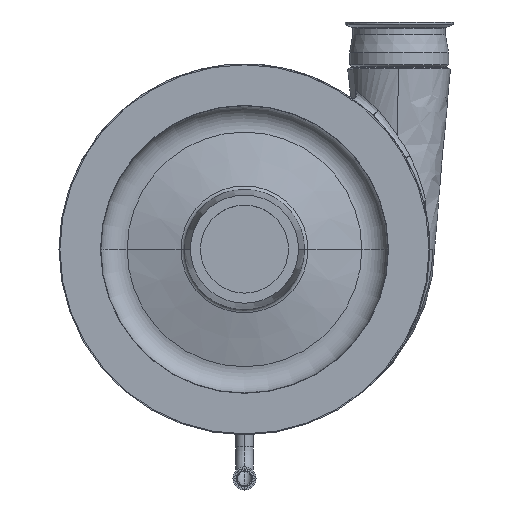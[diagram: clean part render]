
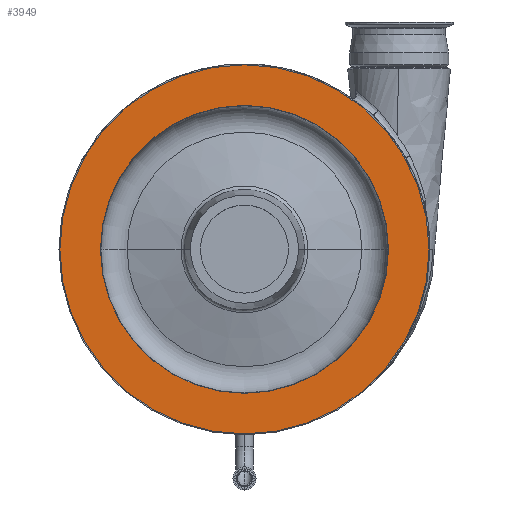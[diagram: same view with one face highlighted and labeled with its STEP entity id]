
A CAD part, top view. The second image highlights one B-rep face of the part: STEP entity #3949.
In plain terms, the highlighted planar face has unit normal (0, 0, 1).
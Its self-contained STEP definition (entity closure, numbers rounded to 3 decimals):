
#308 = AXIS2_PLACEMENT_3D ( 'NONE', #4592, #11413, #7240 ) ;
#434 = VERTEX_POINT ( 'NONE', #12194 ) ;
#460 = EDGE_CURVE ( 'NONE', #4095, #11141, #11977, .T. ) ;
#624 = PLANE ( 'NONE',  #308 ) ;
#1289 = CIRCLE ( 'NONE', #8537, 158.354 ) ;
#1984 = EDGE_CURVE ( 'NONE', #10716, #434, #1289, .T. ) ;
#2620 = DIRECTION ( 'NONE',  ( 0., 0., -1. ) ) ;
#2647 = CARTESIAN_POINT ( 'NONE',  ( 203., 0., 257. ) ) ;
#3774 = CARTESIAN_POINT ( 'NONE',  ( 0., 0., 257. ) ) ;
#3949 = ADVANCED_FACE ( 'NONE', ( #5492, #4383 ), #624, .T. ) ;
#4062 = CARTESIAN_POINT ( 'NONE',  ( 0., 0., 257. ) ) ;
#4095 = VERTEX_POINT ( 'NONE', #2647 ) ;
#4317 = EDGE_LOOP ( 'NONE', ( #7997, #11211 ) ) ;
#4383 = FACE_OUTER_BOUND ( 'NONE', #6634, .T. ) ;
#4489 = DIRECTION ( 'NONE',  ( 0., 0., -1. ) ) ;
#4592 = CARTESIAN_POINT ( 'NONE',  ( 0., 158.354, 257. ) ) ;
#4981 = DIRECTION ( 'NONE',  ( 0., 0., -1. ) ) ;
#5492 = FACE_BOUND ( 'NONE', #4317, .T. ) ;
#5540 = DIRECTION ( 'NONE',  ( -1., 0., 0. ) ) ;
#5922 = EDGE_CURVE ( 'NONE', #434, #10716, #11670, .T. ) ;
#6125 = AXIS2_PLACEMENT_3D ( 'NONE', #12286, #4489, #7210 ) ;
#6634 = EDGE_LOOP ( 'NONE', ( #8064, #11869 ) ) ;
#6905 = CARTESIAN_POINT ( 'NONE',  ( -203., 0., 257. ) ) ;
#7210 = DIRECTION ( 'NONE',  ( -1., 0., 0. ) ) ;
#7240 = DIRECTION ( 'NONE',  ( 1., 0., 0. ) ) ;
#7445 = DIRECTION ( 'NONE',  ( 0., 0., -1. ) ) ;
#7658 = CARTESIAN_POINT ( 'NONE',  ( -158.354, 0., 257. ) ) ;
#7997 = ORIENTED_EDGE ( 'NONE', *, *, #1984, .T. ) ;
#8064 = ORIENTED_EDGE ( 'NONE', *, *, #12756, .F. ) ;
#8537 = AXIS2_PLACEMENT_3D ( 'NONE', #4062, #4981, #10658 ) ;
#8898 = AXIS2_PLACEMENT_3D ( 'NONE', #11227, #7445, #12326 ) ;
#10192 = CIRCLE ( 'NONE', #11806, 203. ) ;
#10658 = DIRECTION ( 'NONE',  ( -1., 0., 0. ) ) ;
#10716 = VERTEX_POINT ( 'NONE', #7658 ) ;
#11141 = VERTEX_POINT ( 'NONE', #6905 ) ;
#11211 = ORIENTED_EDGE ( 'NONE', *, *, #5922, .T. ) ;
#11227 = CARTESIAN_POINT ( 'NONE',  ( 0., 0., 257. ) ) ;
#11413 = DIRECTION ( 'NONE',  ( 0., 0., 1. ) ) ;
#11670 = CIRCLE ( 'NONE', #6125, 158.354 ) ;
#11806 = AXIS2_PLACEMENT_3D ( 'NONE', #3774, #2620, #5540 ) ;
#11869 = ORIENTED_EDGE ( 'NONE', *, *, #460, .F. ) ;
#11977 = CIRCLE ( 'NONE', #8898, 203. ) ;
#12194 = CARTESIAN_POINT ( 'NONE',  ( 158.354, 0., 257. ) ) ;
#12286 = CARTESIAN_POINT ( 'NONE',  ( 0., 0., 257. ) ) ;
#12326 = DIRECTION ( 'NONE',  ( -1., 0., 0. ) ) ;
#12756 = EDGE_CURVE ( 'NONE', #11141, #4095, #10192, .T. ) ;
